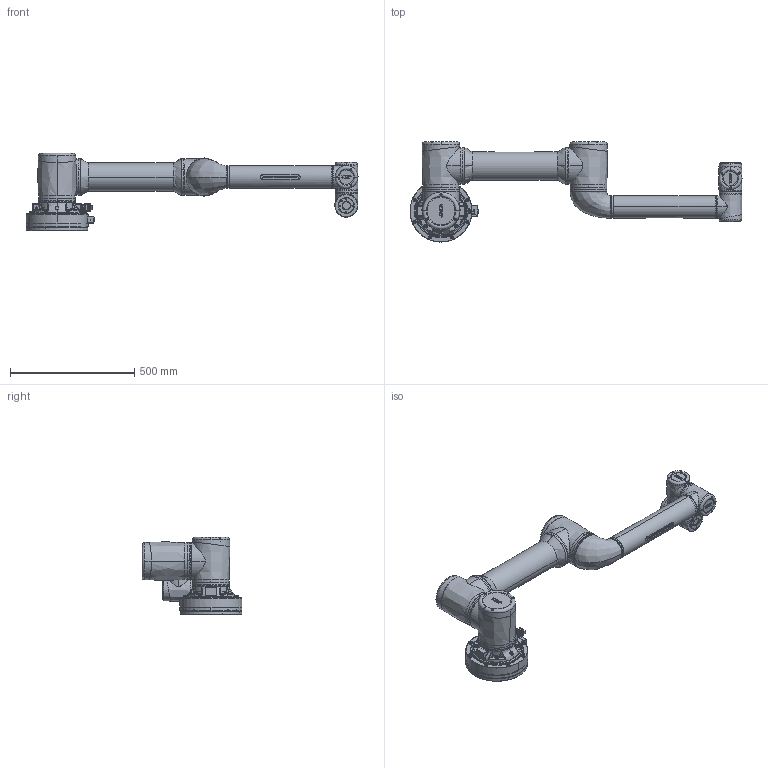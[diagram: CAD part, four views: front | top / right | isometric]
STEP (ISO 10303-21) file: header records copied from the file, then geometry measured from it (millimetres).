
FILE_DESCRIPTION (( 'STEP AP214' ), '1' );
FILE_NAME ('Zu 12 sp.STEP', '2021-09-06T11:09:24', ( 'Jiaxin' ), ( '' ), 'SwSTEP 2.0', 'SolidWorks 2016', '' );
FILE_SCHEMA (( 'AUTOMOTIVE_DESIGN' ));
Length unit declared in the file: millimetre
Products named in the file (13): sp_03_默认; Zu 12; Zu 12 06_默认; Zu 12 05_默认; Zu 12 04_默认; Zu 12 03_默认; Zu 12 02_默认; Zu 12 01_默认; Zu 12 00_默认; Zu 12 sp; M8x20_默认; M8x65_默认; Flange_03_默认
Assembly tree (22 placements, depth 3):
  Zu 12 sp
    Zu 12
      Zu 12 00_默认
      Zu 12 01_默认
      Zu 12 02_默认
      Zu 12 03_默认
      Zu 12 04_默认
      Zu 12 05_默认
      Zu 12 06_默认
    sp_03_默认
    Flange_03_默认
    M8x65_默认  x8
    M8x20_默认  x4
Bounding box: 1338.68 x 403.15 x 313.15 mm (x, y, z)
Volume: 26639684.3 mm3; surface area: 1723225.5 mm2
Topology: 35 solids, 38 shells, 2720 faces, 6926 edges, 4423 vertices
Faces by surface type: plane 1262, cylinder 888, bspline 330, cone 147, torus 92, sphere 1
Entity records: 111101 total; most frequent: CARTESIAN_POINT 40852, ORIENTED_EDGE 12388, DIRECTION 11722, EDGE_CURVE 6289, AXIS2_PLACEMENT_3D 4115, VERTEX_POINT 4087, LINE 3492, VECTOR 3492
